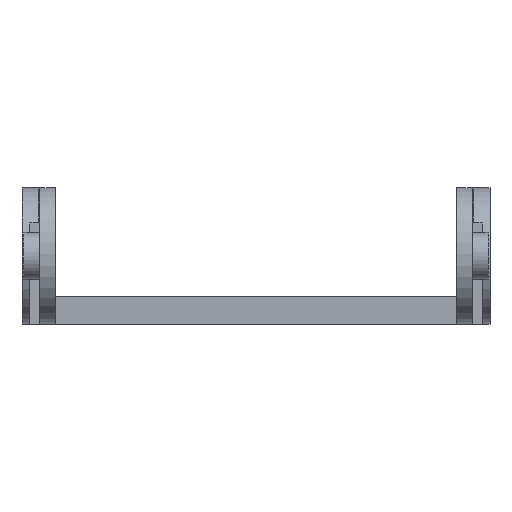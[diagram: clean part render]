
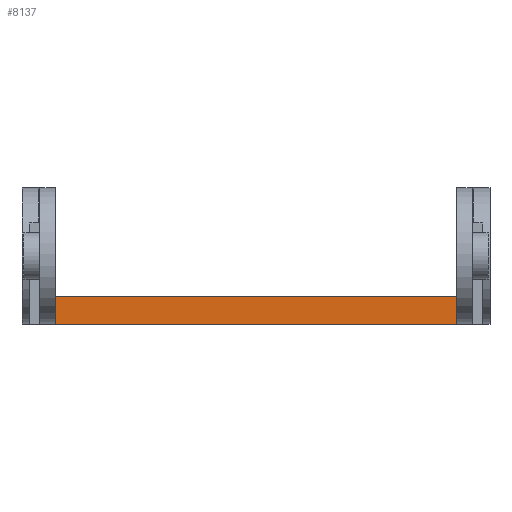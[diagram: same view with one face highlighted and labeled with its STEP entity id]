
A CAD part, left-side view. The second image highlights one B-rep face of the part: STEP entity #8137.
In plain terms, the highlighted planar face has unit normal (-1, 0, 0).
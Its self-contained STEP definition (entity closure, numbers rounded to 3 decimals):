
#304 = VECTOR ( 'NONE', #8426, 1000. ) ;
#405 = LINE ( 'NONE', #7567, #304 ) ;
#598 = CARTESIAN_POINT ( 'NONE',  ( 10., 0., 0. ) ) ;
#641 = DIRECTION ( 'NONE',  ( -1., 0., 0. ) ) ;
#768 = VERTEX_POINT ( 'NONE', #4676 ) ;
#796 = VERTEX_POINT ( 'NONE', #3559 ) ;
#849 = CARTESIAN_POINT ( 'NONE',  ( 10., -51.5, -17.5 ) ) ;
#959 = VERTEX_POINT ( 'NONE', #8778 ) ;
#1577 = LINE ( 'NONE', #849, #3496 ) ;
#1616 = EDGE_CURVE ( 'NONE', #768, #959, #8232, .T. ) ;
#2029 = PLANE ( 'NONE',  #6542 ) ;
#2172 = FACE_OUTER_BOUND ( 'NONE', #4200, .T. ) ;
#2288 = CARTESIAN_POINT ( 'NONE',  ( 10., 51.5, -17.5 ) ) ;
#2478 = ORIENTED_EDGE ( 'NONE', *, *, #4392, .T. ) ;
#2945 = DIRECTION ( 'NONE',  ( 0., 1., 0. ) ) ;
#3496 = VECTOR ( 'NONE', #3785, 1000. ) ;
#3559 = CARTESIAN_POINT ( 'NONE',  ( 10., -51.5, -10.5 ) ) ;
#3785 = DIRECTION ( 'NONE',  ( 0., 0., 1. ) ) ;
#4200 = EDGE_LOOP ( 'NONE', ( #5439, #6645, #2478, #4930 ) ) ;
#4284 = CARTESIAN_POINT ( 'NONE',  ( 10., 51.5, -10.5 ) ) ;
#4392 = EDGE_CURVE ( 'NONE', #796, #8520, #4441, .T. ) ;
#4441 = LINE ( 'NONE', #5014, #8063 ) ;
#4676 = CARTESIAN_POINT ( 'NONE',  ( 10., 51.5, -17.5 ) ) ;
#4924 = DIRECTION ( 'NONE',  ( 0., 0., 1. ) ) ;
#4930 = ORIENTED_EDGE ( 'NONE', *, *, #6999, .T. ) ;
#5014 = CARTESIAN_POINT ( 'NONE',  ( 10., -51.5, -10.5 ) ) ;
#5439 = ORIENTED_EDGE ( 'NONE', *, *, #1616, .T. ) ;
#6542 = AXIS2_PLACEMENT_3D ( 'NONE', #598, #641, #4924 ) ;
#6645 = ORIENTED_EDGE ( 'NONE', *, *, #9120, .T. ) ;
#6752 = DIRECTION ( 'NONE',  ( 0., -1., 0. ) ) ;
#6999 = EDGE_CURVE ( 'NONE', #8520, #768, #405, .T. ) ;
#7567 = CARTESIAN_POINT ( 'NONE',  ( 10., 51.5, -10.5 ) ) ;
#8063 = VECTOR ( 'NONE', #2945, 1000. ) ;
#8137 = ADVANCED_FACE ( 'NONE', ( #2172 ), #2029, .T. ) ;
#8232 = LINE ( 'NONE', #2288, #8884 ) ;
#8426 = DIRECTION ( 'NONE',  ( 0., 0., -1. ) ) ;
#8520 = VERTEX_POINT ( 'NONE', #4284 ) ;
#8778 = CARTESIAN_POINT ( 'NONE',  ( 10., -51.5, -17.5 ) ) ;
#8884 = VECTOR ( 'NONE', #6752, 1000. ) ;
#9120 = EDGE_CURVE ( 'NONE', #959, #796, #1577, .T. ) ;
